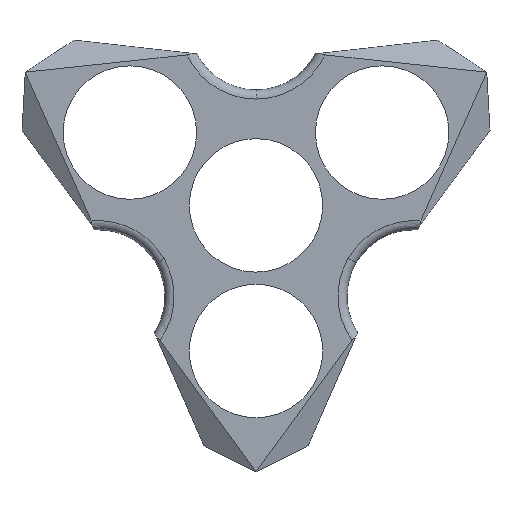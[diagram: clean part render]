
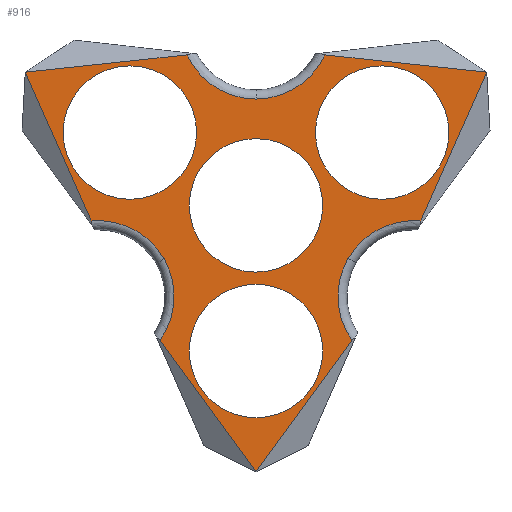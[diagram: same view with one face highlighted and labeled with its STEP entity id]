
A CAD part, front view. The second image highlights one B-rep face of the part: STEP entity #916.
In plain terms, the highlighted planar face has unit normal (0, -1, 0).
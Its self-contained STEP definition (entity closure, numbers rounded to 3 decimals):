
#16=FACE_BOUND('',#254,.T.);
#17=FACE_BOUND('',#255,.T.);
#18=FACE_BOUND('',#256,.T.);
#19=FACE_BOUND('',#257,.T.);
#32=PLANE('',#996);
#62=LINE('',#1472,#122);
#70=LINE('',#1485,#130);
#71=LINE('',#1516,#131);
#72=LINE('',#1518,#132);
#73=LINE('',#1526,#133);
#74=LINE('',#1528,#134);
#122=VECTOR('',#1140,10.);
#130=VECTOR('',#1156,10.);
#131=VECTOR('',#1185,10.);
#132=VECTOR('',#1186,10.);
#133=VECTOR('',#1193,10.);
#134=VECTOR('',#1194,10.);
#201=FACE_OUTER_BOUND('',#253,.T.);
#253=EDGE_LOOP('',(#687,#688,#689,#690,#691,#692,#693,#694,#695,#696,#697,
#698,#699,#700,#701));
#254=EDGE_LOOP('',(#702,#703));
#255=EDGE_LOOP('',(#704,#705));
#256=EDGE_LOOP('',(#706,#707));
#257=EDGE_LOOP('',(#708));
#324=CIRCLE('',#962,12.5);
#329=CIRCLE('',#972,11.);
#331=CIRCLE('',#975,12.5);
#332=CIRCLE('',#984,11.);
#335=CIRCLE('',#990,12.5);
#336=CIRCLE('',#991,12.5);
#338=CIRCLE('',#994,11.);
#340=CIRCLE('',#997,12.5);
#341=CIRCLE('',#998,12.5);
#342=CIRCLE('',#999,12.5);
#343=CIRCLE('',#1000,12.5);
#344=CIRCLE('',#1001,12.5);
#345=CIRCLE('',#1002,11.);
#346=CIRCLE('',#1003,11.);
#347=CIRCLE('',#1004,11.);
#348=CIRCLE('',#1005,11.);
#382=VERTEX_POINT('',#1397);
#385=VERTEX_POINT('',#1410);
#395=VERTEX_POINT('',#1444);
#397=VERTEX_POINT('',#1448);
#398=VERTEX_POINT('',#1452);
#399=VERTEX_POINT('',#1454);
#402=VERTEX_POINT('',#1471);
#407=VERTEX_POINT('',#1503);
#408=VERTEX_POINT('',#1505);
#409=VERTEX_POINT('',#1510);
#411=VERTEX_POINT('',#1515);
#412=VERTEX_POINT('',#1517);
#413=VERTEX_POINT('',#1519);
#414=VERTEX_POINT('',#1521);
#415=VERTEX_POINT('',#1523);
#416=VERTEX_POINT('',#1525);
#417=VERTEX_POINT('',#1527);
#418=VERTEX_POINT('',#1529);
#419=VERTEX_POINT('',#1532);
#420=VERTEX_POINT('',#1533);
#421=VERTEX_POINT('',#1536);
#422=VERTEX_POINT('',#1537);
#478=EDGE_CURVE('',#382,#385,#324,.T.);
#493=EDGE_CURVE('',#395,#397,#329,.T.);
#495=EDGE_CURVE('',#398,#399,#331,.T.);
#500=EDGE_CURVE('',#402,#399,#62,.T.);
#508=EDGE_CURVE('',#402,#385,#70,.T.);
#509=EDGE_CURVE('',#395,#397,#332,.T.);
#514=EDGE_CURVE('',#408,#407,#335,.T.);
#515=EDGE_CURVE('',#398,#408,#336,.T.);
#517=EDGE_CURVE('',#409,#409,#338,.T.);
#519=EDGE_CURVE('',#411,#407,#71,.T.);
#520=EDGE_CURVE('',#411,#412,#72,.T.);
#521=EDGE_CURVE('',#413,#412,#340,.T.);
#522=EDGE_CURVE('',#414,#413,#341,.T.);
#523=EDGE_CURVE('',#414,#415,#342,.T.);
#524=EDGE_CURVE('',#416,#415,#73,.T.);
#525=EDGE_CURVE('',#416,#417,#74,.T.);
#526=EDGE_CURVE('',#418,#417,#343,.T.);
#527=EDGE_CURVE('',#382,#418,#344,.T.);
#528=EDGE_CURVE('',#419,#420,#345,.T.);
#529=EDGE_CURVE('',#419,#420,#346,.T.);
#530=EDGE_CURVE('',#421,#422,#347,.T.);
#531=EDGE_CURVE('',#421,#422,#348,.T.);
#687=ORIENTED_EDGE('',*,*,#515,.T.);
#688=ORIENTED_EDGE('',*,*,#514,.T.);
#689=ORIENTED_EDGE('',*,*,#519,.F.);
#690=ORIENTED_EDGE('',*,*,#520,.T.);
#691=ORIENTED_EDGE('',*,*,#521,.F.);
#692=ORIENTED_EDGE('',*,*,#522,.F.);
#693=ORIENTED_EDGE('',*,*,#523,.T.);
#694=ORIENTED_EDGE('',*,*,#524,.F.);
#695=ORIENTED_EDGE('',*,*,#525,.T.);
#696=ORIENTED_EDGE('',*,*,#526,.F.);
#697=ORIENTED_EDGE('',*,*,#527,.F.);
#698=ORIENTED_EDGE('',*,*,#478,.T.);
#699=ORIENTED_EDGE('',*,*,#508,.F.);
#700=ORIENTED_EDGE('',*,*,#500,.T.);
#701=ORIENTED_EDGE('',*,*,#495,.F.);
#702=ORIENTED_EDGE('',*,*,#493,.T.);
#703=ORIENTED_EDGE('',*,*,#509,.F.);
#704=ORIENTED_EDGE('',*,*,#528,.T.);
#705=ORIENTED_EDGE('',*,*,#529,.F.);
#706=ORIENTED_EDGE('',*,*,#530,.T.);
#707=ORIENTED_EDGE('',*,*,#531,.F.);
#708=ORIENTED_EDGE('',*,*,#517,.F.);
#916=ADVANCED_FACE('',(#201,#16,#17,#18,#19),#32,.F.);
#962=AXIS2_PLACEMENT_3D('',#1412,#1096,#1097);
#972=AXIS2_PLACEMENT_3D('',#1450,#1124,#1125);
#975=AXIS2_PLACEMENT_3D('',#1455,#1130,#1131);
#984=AXIS2_PLACEMENT_3D('',#1487,#1159,#1160);
#990=AXIS2_PLACEMENT_3D('',#1506,#1171,#1172);
#991=AXIS2_PLACEMENT_3D('',#1507,#1173,#1174);
#994=AXIS2_PLACEMENT_3D('',#1511,#1179,#1180);
#996=AXIS2_PLACEMENT_3D('',#1514,#1183,#1184);
#997=AXIS2_PLACEMENT_3D('',#1520,#1187,#1188);
#998=AXIS2_PLACEMENT_3D('',#1522,#1189,#1190);
#999=AXIS2_PLACEMENT_3D('',#1524,#1191,#1192);
#1000=AXIS2_PLACEMENT_3D('',#1530,#1195,#1196);
#1001=AXIS2_PLACEMENT_3D('',#1531,#1197,#1198);
#1002=AXIS2_PLACEMENT_3D('',#1534,#1199,#1200);
#1003=AXIS2_PLACEMENT_3D('',#1535,#1201,#1202);
#1004=AXIS2_PLACEMENT_3D('',#1538,#1203,#1204);
#1005=AXIS2_PLACEMENT_3D('',#1539,#1205,#1206);
#1096=DIRECTION('center_axis',(0.,1.,0.));
#1097=DIRECTION('ref_axis',(-0.478,0.,0.878));
#1124=DIRECTION('center_axis',(0.,1.,0.));
#1125=DIRECTION('ref_axis',(0.5,0.,-0.866));
#1130=DIRECTION('center_axis',(0.,-1.,0.));
#1131=DIRECTION('ref_axis',(0.522,0.,-0.853));
#1140=DIRECTION('',(-0.994,0.,0.106));
#1156=DIRECTION('',(-0.405,0.,-0.914));
#1159=DIRECTION('center_axis',(0.,-1.,0.));
#1160=DIRECTION('ref_axis',(-0.5,0.,0.866));
#1171=DIRECTION('center_axis',(0.,1.,0.));
#1172=DIRECTION('ref_axis',(-0.522,0.,-0.853));
#1173=DIRECTION('center_axis',(0.,1.,0.));
#1174=DIRECTION('ref_axis',(-0.522,0.,-0.853));
#1179=DIRECTION('center_axis',(0.,-1.,0.));
#1180=DIRECTION('ref_axis',(-0.5,0.,-0.866));
#1183=DIRECTION('center_axis',(0.,1.,0.));
#1184=DIRECTION('ref_axis',(-0.5,0.,-0.866));
#1185=DIRECTION('',(0.994,0.,0.106));
#1186=DIRECTION('',(0.405,0.,-0.914));
#1187=DIRECTION('center_axis',(0.,-1.,0.));
#1188=DIRECTION('ref_axis',(0.478,0.,0.878));
#1189=DIRECTION('center_axis',(0.,-1.,0.));
#1190=DIRECTION('ref_axis',(0.478,0.,0.878));
#1191=DIRECTION('center_axis',(0.,1.,0.));
#1192=DIRECTION('ref_axis',(1.,0.,-0.025));
#1193=DIRECTION('',(-0.589,0.,0.808));
#1194=DIRECTION('',(0.589,0.,0.808));
#1195=DIRECTION('center_axis',(0.,-1.,0.));
#1196=DIRECTION('ref_axis',(-1.,0.,-0.025));
#1197=DIRECTION('center_axis',(0.,-1.,0.));
#1198=DIRECTION('ref_axis',(-1.,0.,-0.025));
#1199=DIRECTION('center_axis',(0.,1.,0.));
#1200=DIRECTION('ref_axis',(0.5,0.,0.866));
#1201=DIRECTION('center_axis',(0.,-1.,0.));
#1202=DIRECTION('ref_axis',(-0.5,0.,-0.866));
#1203=DIRECTION('center_axis',(0.,1.,0.));
#1204=DIRECTION('ref_axis',(-1.,0.,0.));
#1205=DIRECTION('center_axis',(0.,-1.,0.));
#1206=DIRECTION('ref_axis',(1.,0.,0.));
#1397=CARTESIAN_POINT('',(15.209,-3.5,-8.709));
#1410=CARTESIAN_POINT('',(27.154,-3.5,-2.575));
#1412=CARTESIAN_POINT('Origin',(25.998,-3.5,-15.021));
#1444=CARTESIAN_POINT('',(11.257,-3.5,6.501));
#1448=CARTESIAN_POINT('',(30.31,-3.5,17.5));
#1450=CARTESIAN_POINT('Origin',(20.784,-3.5,12.));
#1452=CARTESIAN_POINT('',(0.062,-3.5,17.526));
#1454=CARTESIAN_POINT('',(11.347,-3.5,24.803));
#1455=CARTESIAN_POINT('Origin',(-0.01,-3.5,30.026));
#1471=CARTESIAN_POINT('',(38.026,-3.5,21.954));
#1472=CARTESIAN_POINT('',(13.732,-3.5,24.548));
#1485=CARTESIAN_POINT('',(28.126,-3.5,-0.382));
#1487=CARTESIAN_POINT('Origin',(20.784,-3.5,12.));
#1503=CARTESIAN_POINT('',(-11.347,-3.5,24.803));
#1505=CARTESIAN_POINT('',(-0.062,-3.5,17.526));
#1506=CARTESIAN_POINT('Origin',(0.01,-3.5,30.026));
#1507=CARTESIAN_POINT('Origin',(0.01,-3.5,30.026));
#1510=CARTESIAN_POINT('',(0.065,-3.5,11.));
#1511=CARTESIAN_POINT('Origin',(0.,-3.5,0.));
#1514=CARTESIAN_POINT('Origin',(-17.222,-3.5,19.611));
#1515=CARTESIAN_POINT('',(-38.026,-3.5,21.954));
#1516=CARTESIAN_POINT('',(-13.732,-3.5,24.548));
#1517=CARTESIAN_POINT('',(-27.154,-3.5,-2.575));
#1518=CARTESIAN_POINT('',(-28.126,-3.5,-0.382));
#1519=CARTESIAN_POINT('',(-15.209,-3.5,-8.709));
#1520=CARTESIAN_POINT('Origin',(-25.998,-3.5,-15.021));
#1521=CARTESIAN_POINT('',(-15.147,-3.5,-8.817));
#1522=CARTESIAN_POINT('Origin',(-25.998,-3.5,-15.021));
#1523=CARTESIAN_POINT('',(-15.807,-3.5,-22.228));
#1524=CARTESIAN_POINT('Origin',(-26.008,-3.5,-15.005));
#1525=CARTESIAN_POINT('',(0.,-3.5,-43.909));
#1526=CARTESIAN_POINT('',(-14.393,-3.5,-24.167));
#1527=CARTESIAN_POINT('',(15.807,-3.5,-22.228));
#1528=CARTESIAN_POINT('',(14.393,-3.5,-24.167));
#1529=CARTESIAN_POINT('',(15.147,-3.5,-8.817));
#1530=CARTESIAN_POINT('Origin',(26.008,-3.5,-15.005));
#1531=CARTESIAN_POINT('Origin',(26.008,-3.5,-15.005));
#1532=CARTESIAN_POINT('',(-11.259,-3.5,6.499));
#1533=CARTESIAN_POINT('',(-30.31,-3.5,17.5));
#1534=CARTESIAN_POINT('Origin',(-20.784,-3.5,12.));
#1535=CARTESIAN_POINT('Origin',(-20.784,-3.5,12.));
#1536=CARTESIAN_POINT('',(0.001,-3.5,-13.));
#1537=CARTESIAN_POINT('',(0.,-3.5,-35.));
#1538=CARTESIAN_POINT('Origin',(0.,-3.5,-24.));
#1539=CARTESIAN_POINT('Origin',(0.,-3.5,-24.));
